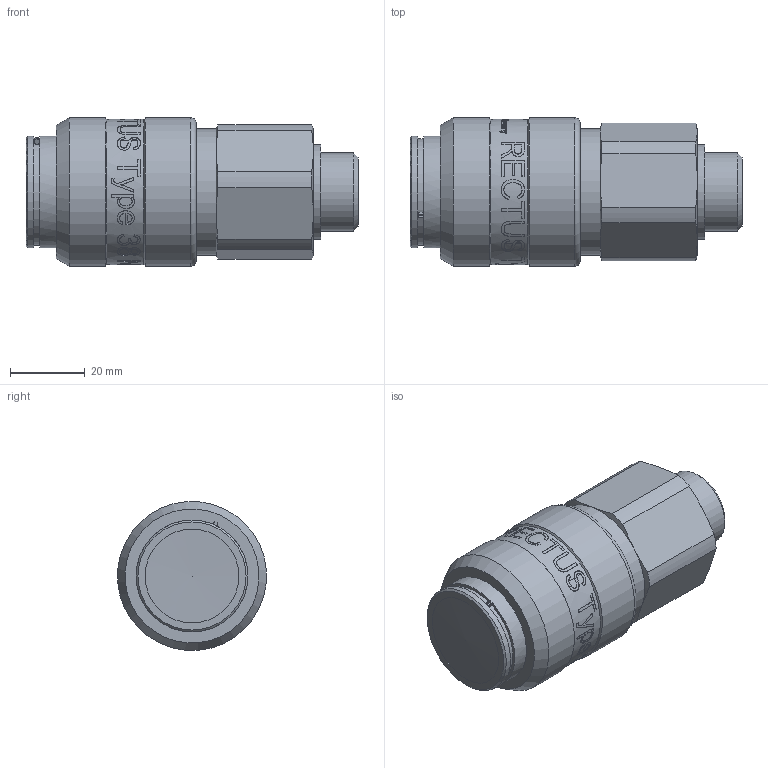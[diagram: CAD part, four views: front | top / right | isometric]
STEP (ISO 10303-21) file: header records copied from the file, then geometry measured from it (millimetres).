
FILE_DESCRIPTION((''),'2;1');
FILE_NAME('38kbaw21mpx.stp','2013-07-26T14:37:28',('AS035480'),(''),'Autodesk Inventor 2013','Autodesk Inventor 2013','');
FILE_SCHEMA(('AUTOMOTIVE_DESIGN { 1 0 10303 214 1 1 1 1 }'));
Length unit declared in the file: millimetre
Products named in the file (1): D107459
Bounding box: 89.05 x 39.86 x 39.86 mm (x, y, z)
Volume: 82646.4 mm3; surface area: 20914.3 mm2
Topology: 2 solids, 3 shells, 522 faces, 1386 edges, 916 vertices
Faces by surface type: bspline 230, plane 186, cylinder 69, cone 35, torus 2
Full cylindrical faces by diameter (mm): 20.955 x1, 21.2 x1, 25.5 x1, 28.5 x1, 28.95 x1, 30 x3, 30.75 x1, 34 x1, 34.45 x1, 34.6 x1, 39 x1, 40 x2
Entity records: 72222 total; most frequent: CARTESIAN_POINT 60854, ORIENTED_EDGE 2664, DIRECTION 1409, EDGE_CURVE 1332, VERTEX_POINT 898, B_SPLINE_CURVE_WITH_KNOTS 652, EDGE_LOOP 604, FACE_OUTER_BOUND 520
